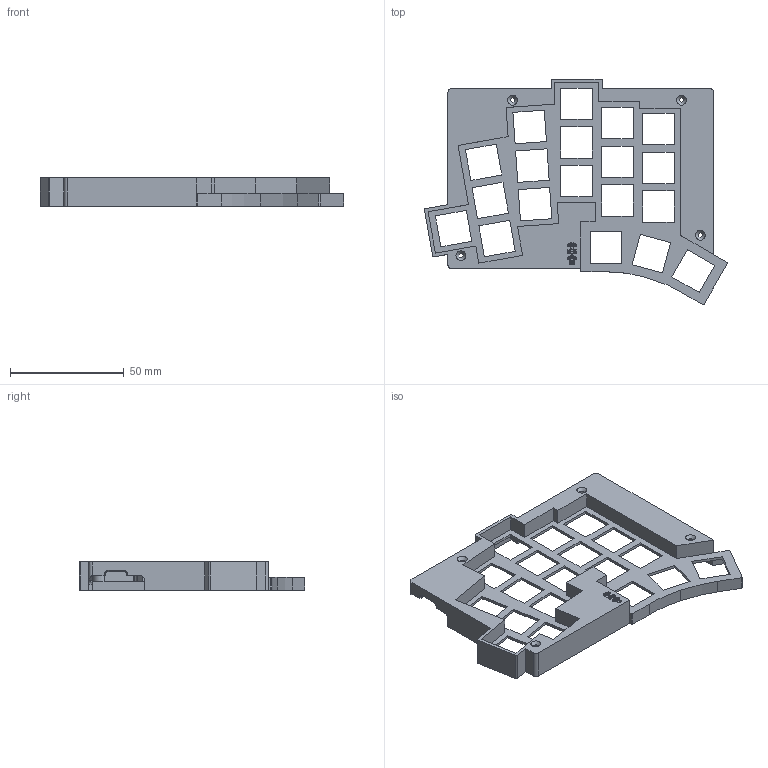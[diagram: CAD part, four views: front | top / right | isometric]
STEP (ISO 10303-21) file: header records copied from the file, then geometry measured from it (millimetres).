
FILE_DESCRIPTION(/* description */ (''),/* implementation_level */ '2;1');
FILE_NAME(/* name */ 'TOTEM_case_v08_7mm_keeb_usb_top_l.step',/* time_stamp */ '2023-03-11T16:31:35+01:00',/* author */ (''),/* organization */ (''),/* preprocessor_version */ 'ST-DEVELOPER v19.2',/* originating_system */ 'Autodesk Translation Framework v11.17.0.187',/* authorisation */ '');
FILE_SCHEMA (('AUTOMOTIVE_DESIGN { 1 0 10303 214 3 1 1 }'));
Length unit declared in the file: millimetre
Products named in the file (1): TOTEM case_v08_7mm_keeb_usb
Bounding box: 133.11 x 99.01 x 12.5 mm (x, y, z)
Volume: 18987.3 mm3; surface area: 27687.6 mm2
Topology: 1 solids, 1 shells, 500 faces, 1350 edges, 894 vertices
Faces by surface type: plane 371, bspline 81, cylinder 39, cone 9
Full cylindrical faces by diameter (mm): 1.449 x1, 1.452 x1, 2 x4, 3.2 x4
Entity records: 15871 total; most frequent: CARTESIAN_POINT 3876, ORIENTED_EDGE 2700, DIRECTION 2115, EDGE_CURVE 1350, LINE 1101, VECTOR 1101, VERTEX_POINT 894, EDGE_LOOP 588
